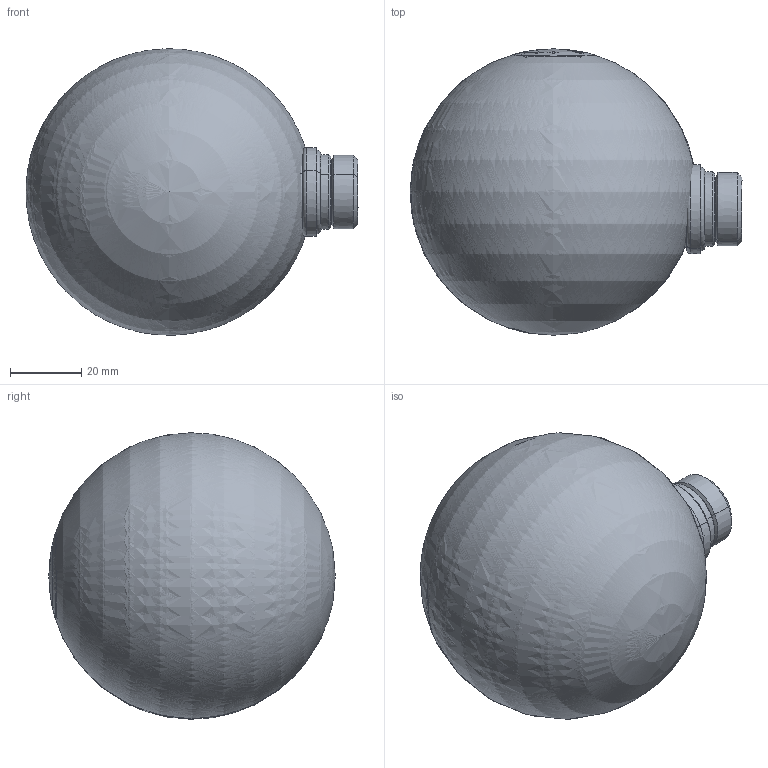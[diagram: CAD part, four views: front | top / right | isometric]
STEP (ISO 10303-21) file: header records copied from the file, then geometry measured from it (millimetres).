
FILE_DESCRIPTION((''),'2;1');
FILE_NAME('_DA_CONVERTIRE0001_SW0001','2017-02-01T',('sparenzan'),(''),'CREO PARAMETRIC BY PTC INC, 2016050','CREO PARAMETRIC BY PTC INC, 2016050','');
FILE_SCHEMA(('CONFIG_CONTROL_DESIGN'));
Products named in the file (1): _DA_CONVERTIRE0001_SW0001
Bounding box: 93.2 x 80.4 x 80.4 mm (x, y, z)
Surface area: 295666.6 mm2 (no closed solid volume)
Topology: 0 solids, 0 shells, 493 faces, 2452 edges, 2362 vertices
Faces by surface type: bspline 403, torus 52, sphere 38
Entity records: 45172 total; most frequent: CARTESIAN_POINT 24792, DIRECTION 3261, TRIMMED_CURVE 2512, DEFINITIONAL_REPRESENTATION 2302, PCURVE 2302, COMPOSITE_CURVE_SEGMENT 2302, VECTOR 1943, LINE 1943
